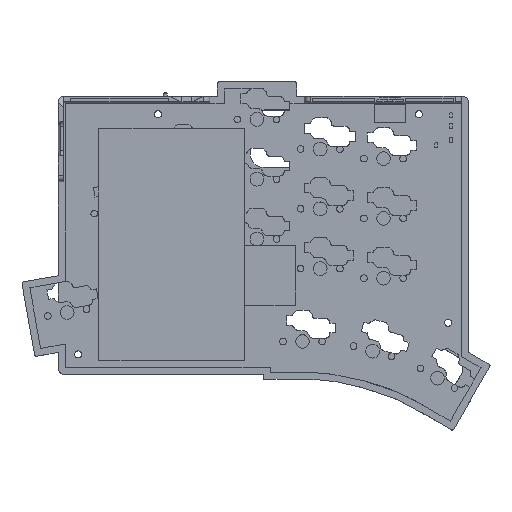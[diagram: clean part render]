
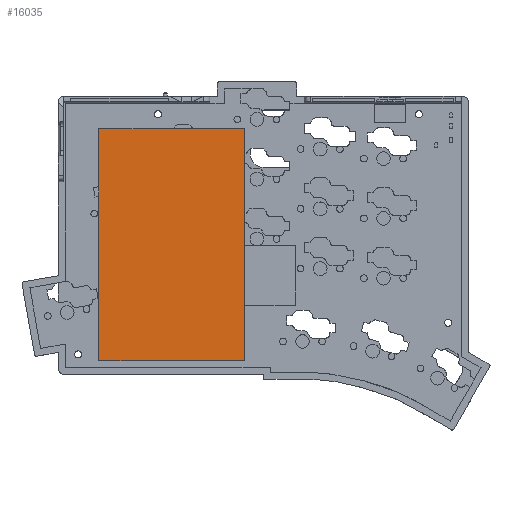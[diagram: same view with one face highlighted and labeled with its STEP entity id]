
A CAD part, top view. The second image highlights one B-rep face of the part: STEP entity #16035.
In plain terms, the highlighted planar face has unit normal (0, 0, 1).
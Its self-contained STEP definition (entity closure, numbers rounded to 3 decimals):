
#1031=LINE('',#21133,#2692);
#1553=LINE('',#25615,#3214);
#1554=LINE('',#25617,#3215);
#1555=LINE('',#25618,#3216);
#2692=VECTOR('',#17753,10.);
#3214=VECTOR('',#18589,10.);
#3215=VECTOR('',#18590,10.);
#3216=VECTOR('',#18591,10.);
#4516=FACE_OUTER_BOUND('',#5441,.T.);
#5441=EDGE_LOOP('',(#11688,#11689,#11690,#11691));
#6466=VERTEX_POINT('',#21130);
#6467=VERTEX_POINT('',#21132);
#7354=VERTEX_POINT('',#25614);
#7355=VERTEX_POINT('',#25616);
#8105=EDGE_CURVE('',#6467,#6466,#1031,.T.);
#9076=EDGE_CURVE('',#7354,#6466,#1553,.T.);
#9077=EDGE_CURVE('',#7355,#7354,#1554,.T.);
#9078=EDGE_CURVE('',#7355,#6467,#1555,.T.);
#11688=ORIENTED_EDGE('',*,*,#9076,.F.);
#11689=ORIENTED_EDGE('',*,*,#9077,.F.);
#11690=ORIENTED_EDGE('',*,*,#9078,.T.);
#11691=ORIENTED_EDGE('',*,*,#8105,.T.);
#15541=PLANE('',#17020);
#16035=ADVANCED_FACE('',(#4516),#15541,.T.);
#17020=AXIS2_PLACEMENT_3D('',#25613,#18587,#18588);
#17753=DIRECTION('',(0.,1.,0.));
#18587=DIRECTION('center_axis',(0.,0.,1.));
#18588=DIRECTION('ref_axis',(1.,0.,0.));
#18589=DIRECTION('',(1.,0.,0.));
#18590=DIRECTION('',(0.,1.,0.));
#18591=DIRECTION('',(1.,0.,0.));
#21130=CARTESIAN_POINT('',(81.673,-56.775,-6.7));
#21132=CARTESIAN_POINT('',(81.673,-122.775,-6.7));
#21133=CARTESIAN_POINT('',(81.673,-74.89,-6.7));
#25613=CARTESIAN_POINT('Origin',(90.609,-93.006,-6.7));
#25614=CARTESIAN_POINT('',(40.173,-56.775,-6.7));
#25615=CARTESIAN_POINT('',(65.391,-56.775,-6.7));
#25616=CARTESIAN_POINT('',(40.173,-122.775,-6.7));
#25617=CARTESIAN_POINT('',(40.173,-107.89,-6.7));
#25618=CARTESIAN_POINT('',(80.173,-122.775,-6.7));
